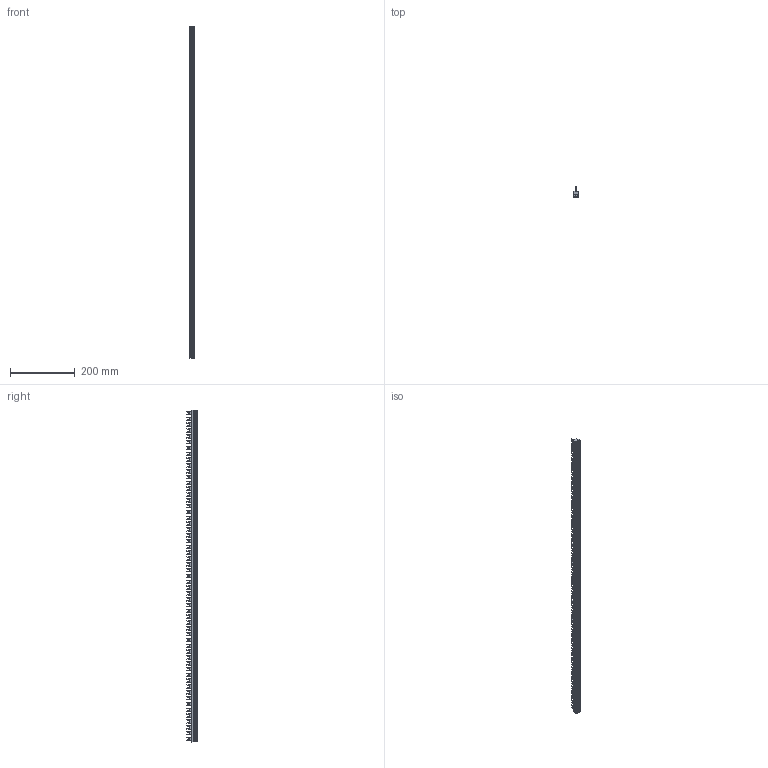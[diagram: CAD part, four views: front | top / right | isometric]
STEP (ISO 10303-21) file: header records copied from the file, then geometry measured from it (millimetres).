
FILE_DESCRIPTION((''),'2;1');
FILE_NAME('STP-IZ16-3F-57_ASM','2021-03-30T',('marketing.praksa'),('Audax d.o.o.'),'CREO PARAMETRIC BY PTC INC, 2017480','CREO PARAMETRIC BY PTC INC, 2017480','');
FILE_SCHEMA(('AUTOMOTIVE_DESIGN { 1 0 10303 214 1 1 1 1 }'));
Products named in the file (4): PRT0137; PRT0135; BASE2; STP-IZ16-3F-57_ASM
Assembly tree (3 placements, depth 2):
  STP-IZ16-3F-57_ASM
    PRT0137
    PRT0135
    BASE2
Bounding box: 15.77 x 31 x 1027 mm (x, y, z)
Volume: 250120.6 mm3; surface area: 109346.9 mm2
Topology: 61 solids, 61 shells, 974 faces, 2775 edges, 1926 vertices
Faces by surface type: plane 665, cylinder 309
Entity records: 47986 total; most frequent: CARTESIAN_POINT 5715, DIRECTION 5571, ORIENTED_EDGE 5550, PRESENTATION_STYLE_ASSIGNMENT 3810, STYLED_ITEM 3810, CURVE_STYLE 2775, EDGE_CURVE 2775, VECTOR 1929
